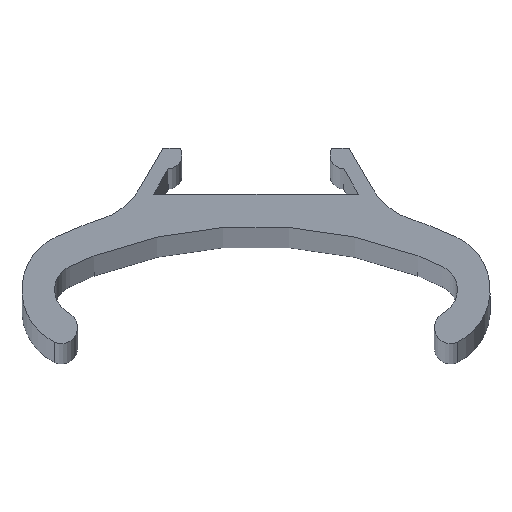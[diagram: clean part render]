
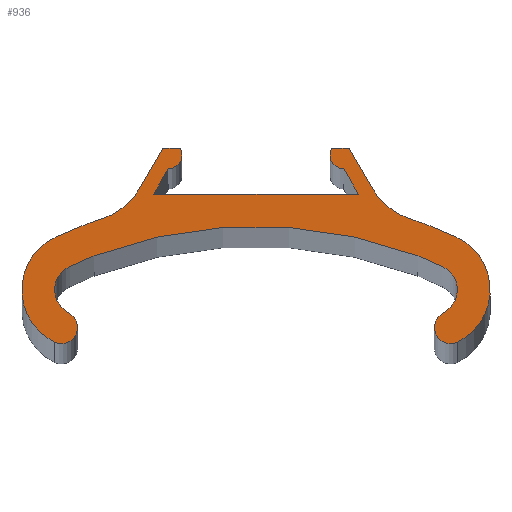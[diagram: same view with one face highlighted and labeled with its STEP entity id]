
A CAD part, top view. The second image highlights one B-rep face of the part: STEP entity #936.
In plain terms, the highlighted planar face has unit normal (0, 0, 1).
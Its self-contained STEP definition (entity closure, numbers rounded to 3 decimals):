
#232=DIRECTION('',(0.912,-0.41,0.));
#233=VECTOR('',#232,1.163);
#234=CARTESIAN_POINT('',(7.04,-1.28,505.));
#235=LINE('',#234,#233);
#236=CARTESIAN_POINT('',(0.,-20.,505.));
#237=DIRECTION('',(0.,0.,-1.));
#238=DIRECTION('',(-0.352,0.936,0.));
#239=AXIS2_PLACEMENT_3D('',#236,#237,#238);
#241=DIRECTION('',(0.912,0.41,0.));
#242=VECTOR('',#241,1.163);
#243=CARTESIAN_POINT('',(-8.101,-1.756,505.));
#244=LINE('',#243,#242);
#245=CARTESIAN_POINT('',(-7.65,-2.76,505.));
#246=DIRECTION('',(0.,0.,-1.));
#247=DIRECTION('',(-0.581,-0.814,0.));
#248=AXIS2_PLACEMENT_3D('',#245,#246,#247);
#250=DIRECTION('',(-0.814,0.581,0.));
#251=VECTOR('',#250,0.301);
#252=CARTESIAN_POINT('',(-8.044,-3.83,505.));
#253=LINE('',#252,#251);
#254=CARTESIAN_POINT('',(-8.45,-4.4,505.));
#255=DIRECTION('',(0.,0.,1.));
#256=DIRECTION('',(-0.438,-0.899,0.));
#257=AXIS2_PLACEMENT_3D('',#254,#255,#256);
#259=CARTESIAN_POINT('',(-7.65,-2.76,505.));
#260=DIRECTION('',(0.,0.,1.));
#261=DIRECTION('',(-0.41,0.912,0.));
#262=AXIS2_PLACEMENT_3D('',#259,#260,#261);
#264=DIRECTION('',(-0.92,-0.392,0.));
#265=VECTOR('',#264,1.164);
#266=CARTESIAN_POINT('',(-7.613,0.,505.));
#267=LINE('',#266,#265);
#268=CARTESIAN_POINT('',(0.,-20.,505.));
#269=DIRECTION('',(0.,0.,1.));
#270=DIRECTION('',(-0.313,0.95,0.));
#271=AXIS2_PLACEMENT_3D('',#268,#269,#270);
#273=CARTESIAN_POINT('',(-7.641,3.173,505.));
#274=DIRECTION('',(0.,0.,-1.));
#275=DIRECTION('',(0.866,-0.5,0.));
#276=AXIS2_PLACEMENT_3D('',#273,#274,#275);
#278=DIRECTION('',(-0.5,-0.866,0.));
#279=VECTOR('',#278,1.995);
#280=CARTESIAN_POINT('',(-4.046,3.4,505.));
#281=LINE('',#280,#279);
#282=DIRECTION('',(-1.,0.,0.));
#283=VECTOR('',#282,0.751);
#284=CARTESIAN_POINT('',(-3.295,3.4,505.));
#285=LINE('',#284,#283);
#286=CARTESIAN_POINT('',(-3.815,3.1,505.));
#287=DIRECTION('',(0.,0.,1.));
#288=DIRECTION('',(0.,-1.,0.));
#289=AXIS2_PLACEMENT_3D('',#286,#287,#288);
#291=DIRECTION('',(0.5,0.866,0.));
#292=VECTOR('',#291,1.27);
#293=CARTESIAN_POINT('',(-4.45,1.4,505.));
#294=LINE('',#293,#292);
#295=DIRECTION('',(-1.,0.,0.));
#296=VECTOR('',#295,8.9);
#297=CARTESIAN_POINT('',(4.45,1.4,505.));
#298=LINE('',#297,#296);
#299=DIRECTION('',(0.5,-0.866,0.));
#300=VECTOR('',#299,1.27);
#301=CARTESIAN_POINT('',(3.815,2.5,505.));
#302=LINE('',#301,#300);
#303=CARTESIAN_POINT('',(3.815,3.1,505.));
#304=DIRECTION('',(0.,0.,1.));
#305=DIRECTION('',(-0.866,0.5,0.));
#306=AXIS2_PLACEMENT_3D('',#303,#304,#305);
#308=DIRECTION('',(-1.,0.,0.));
#309=VECTOR('',#308,0.751);
#310=CARTESIAN_POINT('',(4.046,3.4,505.));
#311=LINE('',#310,#309);
#312=DIRECTION('',(-0.5,0.866,0.));
#313=VECTOR('',#312,1.995);
#314=CARTESIAN_POINT('',(5.043,1.673,505.));
#315=LINE('',#314,#313);
#316=CARTESIAN_POINT('',(7.641,3.173,505.));
#317=DIRECTION('',(0.,0.,-1.));
#318=DIRECTION('',(-0.313,-0.95,0.));
#319=AXIS2_PLACEMENT_3D('',#316,#317,#318);
#321=CARTESIAN_POINT('',(0.,-20.,505.));
#322=DIRECTION('',(0.,0.,1.));
#323=DIRECTION('',(0.334,0.942,0.));
#324=AXIS2_PLACEMENT_3D('',#321,#322,#323);
#326=CARTESIAN_POINT('',(0.,-20.,505.));
#327=DIRECTION('',(0.,0.,1.));
#328=DIRECTION('',(0.356,0.935,0.));
#329=AXIS2_PLACEMENT_3D('',#326,#327,#328);
#331=DIRECTION('',(-0.92,0.392,0.));
#332=VECTOR('',#331,1.164);
#333=CARTESIAN_POINT('',(8.684,-0.456,505.));
#334=LINE('',#333,#332);
#335=CARTESIAN_POINT('',(7.65,-2.76,505.));
#336=DIRECTION('',(0.,0.,1.));
#337=DIRECTION('',(0.438,-0.899,0.));
#338=AXIS2_PLACEMENT_3D('',#335,#336,#337);
#340=CARTESIAN_POINT('',(8.45,-4.4,505.));
#341=DIRECTION('',(0.,0.,1.));
#342=DIRECTION('',(-0.581,0.814,0.));
#343=AXIS2_PLACEMENT_3D('',#340,#341,#342);
#345=DIRECTION('',(-0.814,-0.581,0.));
#346=VECTOR('',#345,0.301);
#347=CARTESIAN_POINT('',(8.289,-3.655,505.));
#348=LINE('',#347,#346);
#349=CARTESIAN_POINT('',(7.65,-2.76,505.));
#350=DIRECTION('',(0.,0.,-1.));
#351=DIRECTION('',(0.41,0.912,0.));
#352=AXIS2_PLACEMENT_3D('',#349,#350,#351);
#370=CARTESIAN_POINT('',(7.04,-1.28,505.));
#371=CARTESIAN_POINT('',(8.101,-1.756,505.));
#372=VERTEX_POINT('',#370);
#373=VERTEX_POINT('',#371);
#374=CARTESIAN_POINT('',(8.289,-3.655,505.));
#375=VERTEX_POINT('',#374);
#376=CARTESIAN_POINT('',(8.044,-3.83,505.));
#377=VERTEX_POINT('',#376);
#378=CARTESIAN_POINT('',(8.757,-5.029,505.));
#379=VERTEX_POINT('',#378);
#380=CARTESIAN_POINT('',(8.684,-0.456,505.));
#381=VERTEX_POINT('',#380);
#382=CARTESIAN_POINT('',(4.45,1.4,505.));
#383=CARTESIAN_POINT('',(-4.45,1.4,505.));
#384=VERTEX_POINT('',#382);
#385=VERTEX_POINT('',#383);
#398=CARTESIAN_POINT('',(-8.684,-0.456,505.));
#399=CARTESIAN_POINT('',(-8.757,-5.029,505.));
#400=VERTEX_POINT('',#398);
#401=VERTEX_POINT('',#399);
#402=CARTESIAN_POINT('',(-8.044,-3.83,505.));
#403=VERTEX_POINT('',#402);
#404=CARTESIAN_POINT('',(-8.289,-3.655,505.));
#405=VERTEX_POINT('',#404);
#406=CARTESIAN_POINT('',(-8.101,-1.756,505.));
#407=VERTEX_POINT('',#406);
#408=CARTESIAN_POINT('',(-7.04,-1.28,505.));
#409=VERTEX_POINT('',#408);
#436=CARTESIAN_POINT('',(7.613,0.,505.));
#437=VERTEX_POINT('',#436);
#438=CARTESIAN_POINT('',(7.152,0.169,505.));
#439=VERTEX_POINT('',#438);
#440=CARTESIAN_POINT('',(6.702,0.324,505.));
#441=VERTEX_POINT('',#440);
#442=CARTESIAN_POINT('',(5.043,1.673,505.));
#443=VERTEX_POINT('',#442);
#444=CARTESIAN_POINT('',(4.046,3.4,505.));
#445=VERTEX_POINT('',#444);
#446=CARTESIAN_POINT('',(3.295,3.4,505.));
#447=VERTEX_POINT('',#446);
#448=CARTESIAN_POINT('',(3.815,2.5,505.));
#449=VERTEX_POINT('',#448);
#450=CARTESIAN_POINT('',(-3.815,2.5,505.));
#451=VERTEX_POINT('',#450);
#452=CARTESIAN_POINT('',(-3.295,3.4,505.));
#453=VERTEX_POINT('',#452);
#454=CARTESIAN_POINT('',(-4.046,3.4,505.));
#455=VERTEX_POINT('',#454);
#456=CARTESIAN_POINT('',(-5.043,1.673,505.));
#457=VERTEX_POINT('',#456);
#458=CARTESIAN_POINT('',(-6.702,0.324,505.));
#459=VERTEX_POINT('',#458);
#460=CARTESIAN_POINT('',(-7.613,0.,505.));
#461=VERTEX_POINT('',#460);
#902=CARTESIAN_POINT('',(0.,0.,505.));
#903=DIRECTION('',(0.,0.,1.));
#904=DIRECTION('',(1.,0.,0.));
#905=AXIS2_PLACEMENT_3D('',#902,#903,#904);
#906=PLANE('',#905);
#907=ORIENTED_EDGE('',*,*,#532,.F.);
#908=ORIENTED_EDGE('',*,*,#547,.F.);
#909=ORIENTED_EDGE('',*,*,#561,.F.);
#910=ORIENTED_EDGE('',*,*,#575,.F.);
#911=ORIENTED_EDGE('',*,*,#589,.F.);
#912=ORIENTED_EDGE('',*,*,#603,.F.);
#913=ORIENTED_EDGE('',*,*,#617,.F.);
#914=ORIENTED_EDGE('',*,*,#631,.F.);
#915=ORIENTED_EDGE('',*,*,#645,.F.);
#916=ORIENTED_EDGE('',*,*,#659,.F.);
#917=ORIENTED_EDGE('',*,*,#673,.F.);
#918=ORIENTED_EDGE('',*,*,#687,.F.);
#919=ORIENTED_EDGE('',*,*,#701,.F.);
#920=ORIENTED_EDGE('',*,*,#715,.F.);
#921=ORIENTED_EDGE('',*,*,#729,.F.);
#922=ORIENTED_EDGE('',*,*,#743,.F.);
#923=ORIENTED_EDGE('',*,*,#757,.F.);
#924=ORIENTED_EDGE('',*,*,#771,.F.);
#925=ORIENTED_EDGE('',*,*,#785,.F.);
#926=ORIENTED_EDGE('',*,*,#799,.F.);
#927=ORIENTED_EDGE('',*,*,#813,.F.);
#928=ORIENTED_EDGE('',*,*,#827,.F.);
#929=ORIENTED_EDGE('',*,*,#841,.F.);
#930=ORIENTED_EDGE('',*,*,#855,.F.);
#931=ORIENTED_EDGE('',*,*,#869,.F.);
#932=ORIENTED_EDGE('',*,*,#883,.F.);
#933=ORIENTED_EDGE('',*,*,#896,.F.);
#934=EDGE_LOOP('',(#907,#908,#909,#910,#911,#912,#913,#914,#915,#916,#917,#918,
#919,#920,#921,#922,#923,#924,#925,#926,#927,#928,#929,#930,#931,#932,#933));
#935=FACE_OUTER_BOUND('',#934,.F.);
#936=ADVANCED_FACE('',(#935),#906,.T.);
#240=CIRCLE('',#239,20.);
#249=CIRCLE('',#248,1.1);
#258=CIRCLE('',#257,0.7);
#263=CIRCLE('',#262,2.525);
#272=CIRCLE('',#271,21.4);
#277=CIRCLE('',#276,3.);
#290=CIRCLE('',#289,0.6);
#307=CIRCLE('',#306,0.6);
#320=CIRCLE('',#319,3.);
#325=CIRCLE('',#324,21.4);
#330=CIRCLE('',#329,21.4);
#339=CIRCLE('',#338,2.525);
#344=CIRCLE('',#343,0.7);
#353=CIRCLE('',#352,1.1);
#532=EDGE_CURVE('',#372,#373,#235,.T.);
#547=EDGE_CURVE('',#409,#372,#240,.T.);
#561=EDGE_CURVE('',#407,#409,#244,.T.);
#575=EDGE_CURVE('',#405,#407,#249,.T.);
#589=EDGE_CURVE('',#403,#405,#253,.T.);
#603=EDGE_CURVE('',#401,#403,#258,.T.);
#617=EDGE_CURVE('',#400,#401,#263,.T.);
#631=EDGE_CURVE('',#461,#400,#267,.T.);
#645=EDGE_CURVE('',#459,#461,#272,.T.);
#659=EDGE_CURVE('',#457,#459,#277,.T.);
#673=EDGE_CURVE('',#455,#457,#281,.T.);
#687=EDGE_CURVE('',#453,#455,#285,.T.);
#701=EDGE_CURVE('',#451,#453,#290,.T.);
#715=EDGE_CURVE('',#385,#451,#294,.T.);
#729=EDGE_CURVE('',#384,#385,#298,.T.);
#743=EDGE_CURVE('',#449,#384,#302,.T.);
#757=EDGE_CURVE('',#447,#449,#307,.T.);
#771=EDGE_CURVE('',#445,#447,#311,.T.);
#785=EDGE_CURVE('',#443,#445,#315,.T.);
#799=EDGE_CURVE('',#441,#443,#320,.T.);
#813=EDGE_CURVE('',#439,#441,#325,.T.);
#827=EDGE_CURVE('',#437,#439,#330,.T.);
#841=EDGE_CURVE('',#381,#437,#334,.T.);
#855=EDGE_CURVE('',#379,#381,#339,.T.);
#869=EDGE_CURVE('',#377,#379,#344,.T.);
#883=EDGE_CURVE('',#375,#377,#348,.T.);
#896=EDGE_CURVE('',#373,#375,#353,.T.);
